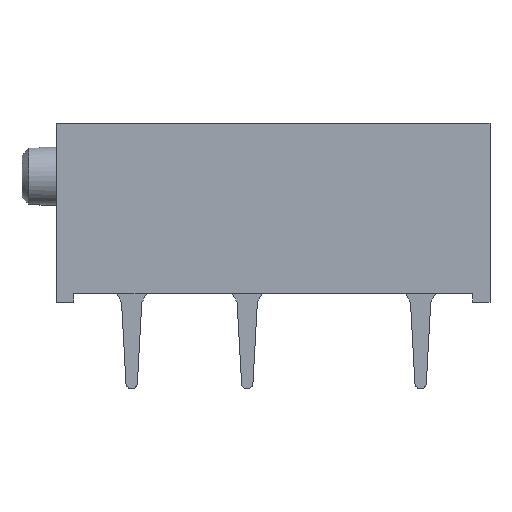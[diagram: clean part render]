
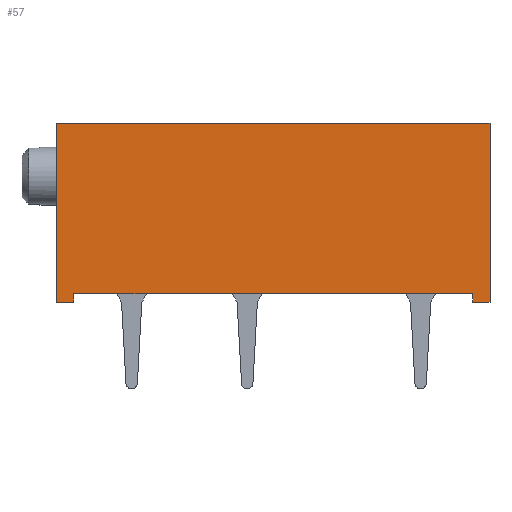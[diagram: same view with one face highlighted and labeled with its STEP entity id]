
A CAD part, front view. The second image highlights one B-rep face of the part: STEP entity #57.
In plain terms, the highlighted planar face has unit normal (0, -1, 0).
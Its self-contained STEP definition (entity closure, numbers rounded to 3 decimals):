
#21 = EDGE_CURVE('',#22,#24,#26,.T.);
#22 = VERTEX_POINT('',#23);
#23 = CARTESIAN_POINT('',(2.29,-0.76,0.));
#24 = VERTEX_POINT('',#25);
#25 = CARTESIAN_POINT('',(2.29,-0.76,0.38));
#26 = LINE('',#27,#28);
#27 = CARTESIAN_POINT('',(2.29,-0.76,0.));
#28 = VECTOR('',#29,1.);
#29 = DIRECTION('',(0.,0.,1.));
#57 = ADVANCED_FACE('',(#58),#115,.T.);
#58 = FACE_BOUND('',#59,.T.);
#59 = EDGE_LOOP('',(#60,#70,#78,#86,#94,#102,#108,#109));
#60 = ORIENTED_EDGE('',*,*,#61,.T.);
#61 = EDGE_CURVE('',#62,#64,#66,.T.);
#62 = VERTEX_POINT('',#63);
#63 = CARTESIAN_POINT('',(3.05,-0.76,0.));
#64 = VERTEX_POINT('',#65);
#65 = CARTESIAN_POINT('',(3.05,-0.76,7.87));
#66 = LINE('',#67,#68);
#67 = CARTESIAN_POINT('',(3.05,-0.76,0.));
#68 = VECTOR('',#69,1.);
#69 = DIRECTION('',(0.,0.,1.));
#70 = ORIENTED_EDGE('',*,*,#71,.F.);
#71 = EDGE_CURVE('',#72,#64,#74,.T.);
#72 = VERTEX_POINT('',#73);
#73 = CARTESIAN_POINT('',(-16.,-0.76,7.87));
#74 = LINE('',#75,#76);
#75 = CARTESIAN_POINT('',(2.29,-0.76,7.87));
#76 = VECTOR('',#77,1.);
#77 = DIRECTION('',(1.,0.,0.));
#78 = ORIENTED_EDGE('',*,*,#79,.F.);
#79 = EDGE_CURVE('',#80,#72,#82,.T.);
#80 = VERTEX_POINT('',#81);
#81 = CARTESIAN_POINT('',(-16.,-0.76,0.));
#82 = LINE('',#83,#84);
#83 = CARTESIAN_POINT('',(-16.,-0.76,0.));
#84 = VECTOR('',#85,1.);
#85 = DIRECTION('',(0.,0.,1.));
#86 = ORIENTED_EDGE('',*,*,#87,.T.);
#87 = EDGE_CURVE('',#80,#88,#90,.T.);
#88 = VERTEX_POINT('',#89);
#89 = CARTESIAN_POINT('',(-15.24,-0.76,0.));
#90 = LINE('',#91,#92);
#91 = CARTESIAN_POINT('',(-16.,-0.76,0.));
#92 = VECTOR('',#93,1.);
#93 = DIRECTION('',(1.,0.,0.));
#94 = ORIENTED_EDGE('',*,*,#95,.T.);
#95 = EDGE_CURVE('',#88,#96,#98,.T.);
#96 = VERTEX_POINT('',#97);
#97 = CARTESIAN_POINT('',(-15.24,-0.76,0.38));
#98 = LINE('',#99,#100);
#99 = CARTESIAN_POINT('',(-15.24,-0.76,0.));
#100 = VECTOR('',#101,1.);
#101 = DIRECTION('',(0.,0.,1.));
#102 = ORIENTED_EDGE('',*,*,#103,.T.);
#103 = EDGE_CURVE('',#96,#24,#104,.T.);
#104 = LINE('',#105,#106);
#105 = CARTESIAN_POINT('',(-16.,-0.76,0.38));
#106 = VECTOR('',#107,1.);
#107 = DIRECTION('',(1.,0.,0.));
#108 = ORIENTED_EDGE('',*,*,#21,.F.);
#109 = ORIENTED_EDGE('',*,*,#110,.T.);
#110 = EDGE_CURVE('',#22,#62,#111,.T.);
#111 = LINE('',#112,#113);
#112 = CARTESIAN_POINT('',(2.29,-0.76,0.));
#113 = VECTOR('',#114,1.);
#114 = DIRECTION('',(1.,0.,0.));
#115 = PLANE('',#116);
#116 = AXIS2_PLACEMENT_3D('',#117,#118,#119);
#117 = CARTESIAN_POINT('',(-6.475,-0.76,4.005));
#118 = DIRECTION('',(-0.,-1.,-0.));
#119 = DIRECTION('',(0.,0.,-1.));
